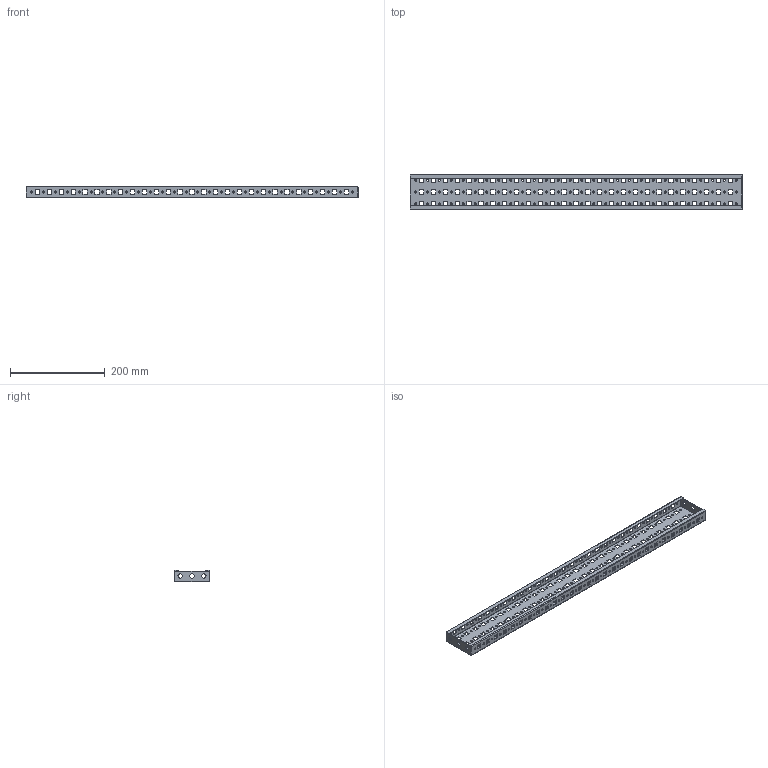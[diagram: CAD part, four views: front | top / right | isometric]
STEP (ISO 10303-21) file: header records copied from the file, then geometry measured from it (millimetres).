
FILE_DESCRIPTION (( 'STEP AP203' ), '1' );
FILE_NAME ('AC00C416.step', '2011-01-20T13:18:52', ( 'User' ), ( 'DKC' ), 'SwSTEP 2.0', 'SolidWorks 2010', '' );
FILE_SCHEMA (( 'CONFIG_CONTROL_DESIGN' ));
Length unit declared in the file: millimetre
Products named in the file (1): AC00C416
Bounding box: 699 x 75 x 25 mm (x, y, z)
Volume: 126509.5 mm3; surface area: 181656.3 mm2
Topology: 1 solids, 1 shells, 890 faces, 2620 edges, 1732 vertices
Faces by surface type: plane 586, cylinder 304
Entity records: 30745 total; most frequent: CARTESIAN_POINT 5243, ORIENTED_EDGE 5240, DIRECTION 5014, EDGE_CURVE 2620, VECTOR 2008, LINE 2008, VERTEX_POINT 1732, AXIS2_PLACEMENT_3D 1503
